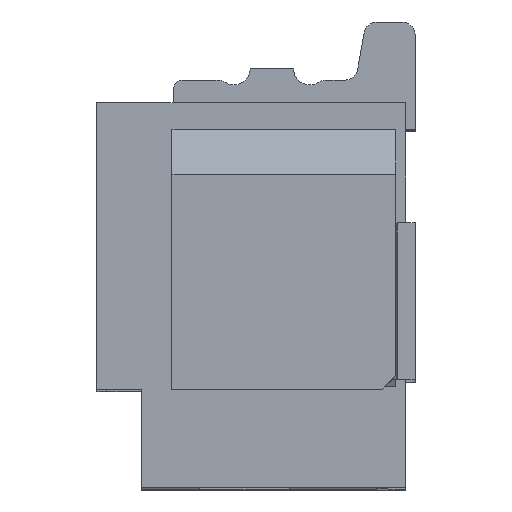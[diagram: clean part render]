
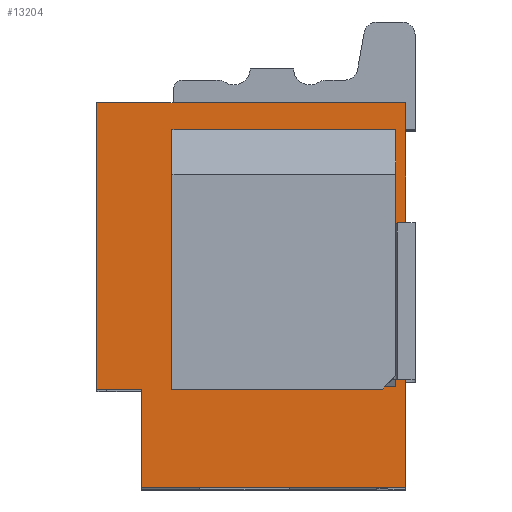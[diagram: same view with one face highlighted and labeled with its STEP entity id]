
A CAD part, top view. The second image highlights one B-rep face of the part: STEP entity #13204.
In plain terms, the highlighted planar face has unit normal (0, 0, 1).
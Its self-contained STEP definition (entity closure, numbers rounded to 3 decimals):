
#189=DIRECTION('',(0.,-1.,0.));
#190=VECTOR('',#189,3.2);
#191=CARTESIAN_POINT('',(-73.809,104.408,22.262));
#192=LINE('',#191,#190);
#1177=DIRECTION('',(1.,0.,0.));
#1178=VECTOR('',#1177,2.95);
#1179=CARTESIAN_POINT('',(-73.309,100.108,22.262));
#1180=LINE('',#1179,#1178);
#1289=DIRECTION('',(0.,-1.,0.));
#1290=VECTOR('',#1289,1.1);
#1291=CARTESIAN_POINT('',(-73.309,101.208,22.262));
#1292=LINE('',#1291,#1290);
#1293=DIRECTION('',(1.,0.,0.));
#1294=VECTOR('',#1293,0.5);
#1295=CARTESIAN_POINT('',(-73.809,101.208,22.262));
#1296=LINE('',#1295,#1294);
#1317=DIRECTION('',(1.,0.,0.));
#1318=VECTOR('',#1317,2.5);
#1319=CARTESIAN_POINT('',(-72.969,101.235,22.262));
#1320=LINE('',#1319,#1318);
#1321=DIRECTION('',(0.,1.,0.));
#1322=VECTOR('',#1321,2.873);
#1323=CARTESIAN_POINT('',(-70.469,101.235,22.262));
#1324=LINE('',#1323,#1322);
#1325=DIRECTION('',(0.,-1.,0.));
#1326=VECTOR('',#1325,2.873);
#1327=CARTESIAN_POINT('',(-72.969,104.108,22.262));
#1328=LINE('',#1327,#1326);
#1337=DIRECTION('',(-1.,0.,0.));
#1338=VECTOR('',#1337,3.45);
#1339=CARTESIAN_POINT('',(-70.359,104.408,22.262));
#1340=LINE('',#1339,#1338);
#1983=DIRECTION('',(0.,1.,0.));
#1984=VECTOR('',#1983,4.3);
#1985=CARTESIAN_POINT('',(-70.359,100.108,22.262));
#1986=LINE('',#1985,#1984);
#2027=DIRECTION('',(1.,0.,0.));
#2028=VECTOR('',#2027,2.5);
#2029=CARTESIAN_POINT('',(-72.969,104.108,22.262));
#2030=LINE('',#2029,#2028);
#8679=CARTESIAN_POINT('',(-73.809,104.408,22.262));
#8680=VERTEX_POINT('',#8679);
#8681=CARTESIAN_POINT('',(-73.809,101.208,22.262));
#8682=VERTEX_POINT('',#8681);
#8755=CARTESIAN_POINT('',(-73.309,100.108,22.262));
#8756=VERTEX_POINT('',#8755);
#8757=CARTESIAN_POINT('',(-70.359,100.108,22.262));
#8758=VERTEX_POINT('',#8757);
#8999=CARTESIAN_POINT('',(-70.359,104.408,22.262));
#9000=VERTEX_POINT('',#8999);
#9001=CARTESIAN_POINT('',(-73.309,101.208,22.262));
#9002=VERTEX_POINT('',#9001);
#9003=CARTESIAN_POINT('',(-72.969,101.235,22.262));
#9004=CARTESIAN_POINT('',(-70.469,101.235,22.262));
#9005=VERTEX_POINT('',#9003);
#9006=VERTEX_POINT('',#9004);
#9007=CARTESIAN_POINT('',(-70.469,104.108,22.262));
#9008=VERTEX_POINT('',#9007);
#9009=CARTESIAN_POINT('',(-72.969,104.108,22.262));
#9010=VERTEX_POINT('',#9009);
#13179=CARTESIAN_POINT('',(-72.084,102.258,22.262));
#13180=DIRECTION('',(0.,0.,1.));
#13181=DIRECTION('',(-1.,0.,0.));
#13182=AXIS2_PLACEMENT_3D('',#13179,#13180,#13181);
#13183=PLANE('',#13182);
#13184=ORIENTED_EDGE('',*,*,#12996,.F.);
#13185=ORIENTED_EDGE('',*,*,#13130,.F.);
#13186=ORIENTED_EDGE('',*,*,#13145,.F.);
#13187=ORIENTED_EDGE('',*,*,#11524,.F.);
#13189=ORIENTED_EDGE('',*,*,#13188,.F.);
#13191=ORIENTED_EDGE('',*,*,#13190,.F.);
#13192=EDGE_LOOP('',(#13184,#13185,#13186,#13187,#13189,#13191));
#13193=FACE_OUTER_BOUND('',#13192,.F.);
#13195=ORIENTED_EDGE('',*,*,#13194,.T.);
#13197=ORIENTED_EDGE('',*,*,#13196,.T.);
#13199=ORIENTED_EDGE('',*,*,#13198,.F.);
#13201=ORIENTED_EDGE('',*,*,#13200,.T.);
#13202=EDGE_LOOP('',(#13195,#13197,#13199,#13201));
#13203=FACE_BOUND('',#13202,.F.);
#11524=EDGE_CURVE('',#8680,#8682,#192,.T.);
#12996=EDGE_CURVE('',#8756,#8758,#1180,.T.);
#13130=EDGE_CURVE('',#9002,#8756,#1292,.T.);
#13145=EDGE_CURVE('',#8682,#9002,#1296,.T.);
#13188=EDGE_CURVE('',#9000,#8680,#1340,.T.);
#13190=EDGE_CURVE('',#8758,#9000,#1986,.T.);
#13194=EDGE_CURVE('',#9005,#9006,#1320,.T.);
#13196=EDGE_CURVE('',#9006,#9008,#1324,.T.);
#13198=EDGE_CURVE('',#9010,#9008,#2030,.T.);
#13200=EDGE_CURVE('',#9010,#9005,#1328,.T.);
#13204=ADVANCED_FACE('',(#13193,#13203),#13183,.T.);
